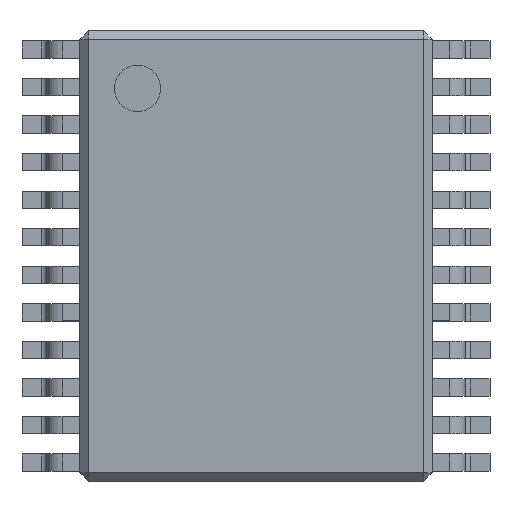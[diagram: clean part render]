
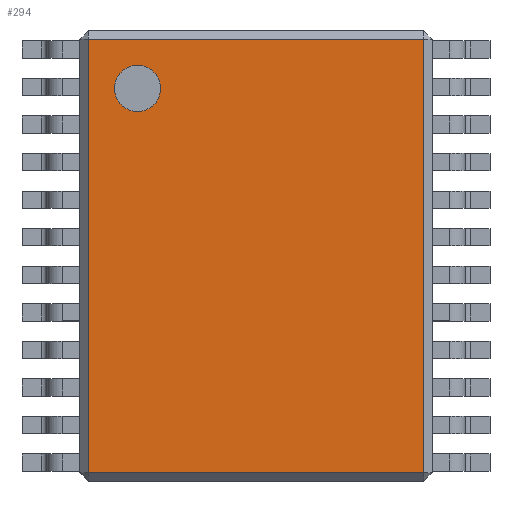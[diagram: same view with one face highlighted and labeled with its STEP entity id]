
A CAD part, top view. The second image highlights one B-rep face of the part: STEP entity #294.
In plain terms, the highlighted planar face has unit normal (0, 0, 1).
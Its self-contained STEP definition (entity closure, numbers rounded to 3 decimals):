
#13=DIRECTION('',(0.,0.,1.));
#14=DIRECTION('',(1.,0.,0.));
#87=VECTOR('',#88,1.);
#88=DIRECTION('',(0.,1.,0.));
#163=VERTEX_POINT('',#164);
#164=CARTESIAN_POINT('',(-2.9,-3.75,2.));
#172=VERTEX_POINT('',#173);
#173=CARTESIAN_POINT('',(-2.9,3.75,2.));
#178=ORIENTED_EDGE('',*,*,#179,.F.);
#179=EDGE_CURVE('',#163,#172,#180,.T.);
#180=LINE('',#181,#87);
#181=CARTESIAN_POINT('',(-2.9,-3.9,2.));
#251=VECTOR('',#14,1.);
#294=ADVANCED_FACE('',(#295,#313),#322,.T.);
#295=FACE_BOUND('',#296,.T.);
#296=EDGE_LOOP('',(#178,#297,#303,#309));
#297=ORIENTED_EDGE('',*,*,#298,.T.);
#298=EDGE_CURVE('',#163,#299,#301,.T.);
#299=VERTEX_POINT('',#300);
#300=CARTESIAN_POINT('',(2.9,-3.75,2.));
#301=LINE('',#302,#251);
#302=CARTESIAN_POINT('',(-3.05,-3.75,2.));
#303=ORIENTED_EDGE('',*,*,#304,.T.);
#304=EDGE_CURVE('',#299,#305,#307,.T.);
#305=VERTEX_POINT('',#306);
#306=CARTESIAN_POINT('',(2.9,3.75,2.));
#307=LINE('',#308,#87);
#308=CARTESIAN_POINT('',(2.9,-3.9,2.));
#309=ORIENTED_EDGE('',*,*,#310,.F.);
#310=EDGE_CURVE('',#172,#305,#311,.T.);
#311=LINE('',#312,#251);
#312=CARTESIAN_POINT('',(-3.05,3.75,2.));
#313=FACE_BOUND('',#314,.T.);
#314=EDGE_LOOP('',(#315));
#315=ORIENTED_EDGE('',*,*,#316,.F.);
#316=EDGE_CURVE('',#317,#317,#319,.T.);
#317=VERTEX_POINT('',#318);
#318=CARTESIAN_POINT('',(-1.65,2.9,2.));
#319=CIRCLE('',#320,0.4);
#320=AXIS2_PLACEMENT_3D('',#321,#13,#14);
#321=CARTESIAN_POINT('',(-2.05,2.9,2.));
#322=PLANE('',#323);
#323=AXIS2_PLACEMENT_3D('',#324,#13,#14);
#324=CARTESIAN_POINT('',(-3.05,-3.9,2.));
